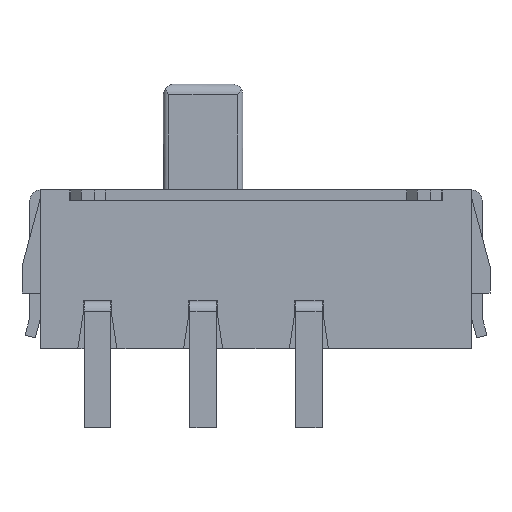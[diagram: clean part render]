
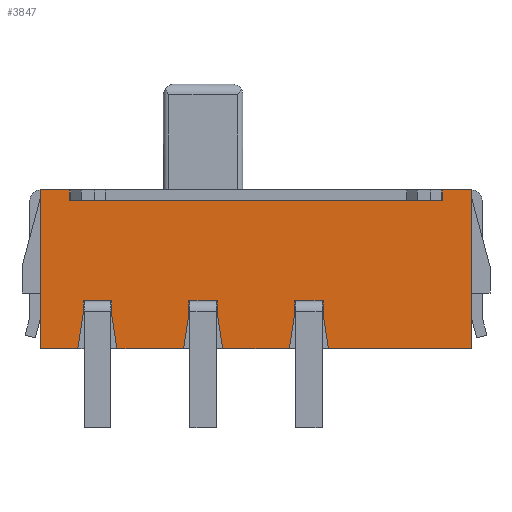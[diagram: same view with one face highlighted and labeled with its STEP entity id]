
A CAD part, front view. The second image highlights one B-rep face of the part: STEP entity #3847.
In plain terms, the highlighted planar face has unit normal (0, -1, 0).
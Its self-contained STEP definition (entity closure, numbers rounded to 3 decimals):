
#490=ORIENTED_EDGE('',*,*,#1530,.T.);
#491=ORIENTED_EDGE('',*,*,#1531,.T.);
#492=ORIENTED_EDGE('',*,*,#1532,.T.);
#493=ORIENTED_EDGE('',*,*,#1533,.T.);
#494=ORIENTED_EDGE('',*,*,#1534,.T.);
#495=ORIENTED_EDGE('',*,*,#1520,.F.);
#496=ORIENTED_EDGE('',*,*,#1535,.T.);
#497=ORIENTED_EDGE('',*,*,#1536,.T.);
#498=ORIENTED_EDGE('',*,*,#1537,.T.);
#499=ORIENTED_EDGE('',*,*,#1538,.T.);
#500=ORIENTED_EDGE('',*,*,#1539,.T.);
#501=ORIENTED_EDGE('',*,*,#1515,.F.);
#502=ORIENTED_EDGE('',*,*,#1540,.T.);
#503=ORIENTED_EDGE('',*,*,#1541,.T.);
#504=ORIENTED_EDGE('',*,*,#1542,.T.);
#505=ORIENTED_EDGE('',*,*,#1543,.T.);
#506=ORIENTED_EDGE('',*,*,#1544,.T.);
#507=ORIENTED_EDGE('',*,*,#1526,.F.);
#508=ORIENTED_EDGE('',*,*,#1408,.F.);
#509=ORIENTED_EDGE('',*,*,#1545,.F.);
#510=ORIENTED_EDGE('',*,*,#1546,.F.);
#511=ORIENTED_EDGE('',*,*,#1468,.F.);
#512=ORIENTED_EDGE('',*,*,#1547,.F.);
#513=ORIENTED_EDGE('',*,*,#1484,.F.);
#514=ORIENTED_EDGE('',*,*,#1548,.F.);
#515=ORIENTED_EDGE('',*,*,#1461,.F.);
#516=ORIENTED_EDGE('',*,*,#1549,.F.);
#517=ORIENTED_EDGE('',*,*,#1550,.F.);
#518=ORIENTED_EDGE('',*,*,#1449,.F.);
#519=ORIENTED_EDGE('',*,*,#1525,.F.);
#1408=EDGE_CURVE('',#1944,#1945,#2311,.T.);
#1449=EDGE_CURVE('',#1983,#1984,#2346,.T.);
#1461=EDGE_CURVE('',#1994,#1995,#2358,.T.);
#1468=EDGE_CURVE('',#2000,#2001,#2365,.T.);
#1484=EDGE_CURVE('',#2014,#2015,#2379,.T.);
#1515=EDGE_CURVE('',#2040,#2041,#2406,.T.);
#1520=EDGE_CURVE('',#2044,#2045,#2411,.T.);
#1525=EDGE_CURVE('',#2048,#1983,#2416,.T.);
#1526=EDGE_CURVE('',#1945,#2049,#2417,.T.);
#1530=EDGE_CURVE('',#2048,#2052,#2421,.T.);
#1531=EDGE_CURVE('',#2052,#2053,#2422,.T.);
#1532=EDGE_CURVE('',#2053,#2054,#2423,.T.);
#1533=EDGE_CURVE('',#2054,#2055,#2424,.T.);
#1534=EDGE_CURVE('',#2055,#2045,#2425,.T.);
#1535=EDGE_CURVE('',#2044,#2056,#2426,.T.);
#1536=EDGE_CURVE('',#2056,#2057,#2427,.T.);
#1537=EDGE_CURVE('',#2057,#2058,#2428,.T.);
#1538=EDGE_CURVE('',#2058,#2059,#2429,.T.);
#1539=EDGE_CURVE('',#2059,#2041,#2430,.T.);
#1540=EDGE_CURVE('',#2040,#2060,#2431,.T.);
#1541=EDGE_CURVE('',#2060,#2061,#2432,.T.);
#1542=EDGE_CURVE('',#2061,#2062,#2433,.T.);
#1543=EDGE_CURVE('',#2062,#2063,#2434,.T.);
#1544=EDGE_CURVE('',#2063,#2049,#2435,.T.);
#1545=EDGE_CURVE('',#2064,#1944,#2436,.T.);
#1546=EDGE_CURVE('',#2001,#2064,#2437,.T.);
#1547=EDGE_CURVE('',#2015,#2000,#2438,.T.);
#1548=EDGE_CURVE('',#1995,#2014,#2439,.T.);
#1549=EDGE_CURVE('',#2065,#1994,#2440,.T.);
#1550=EDGE_CURVE('',#1984,#2065,#2441,.T.);
#1944=VERTEX_POINT('',#6950);
#1945=VERTEX_POINT('',#6952);
#1983=VERTEX_POINT('',#7036);
#1984=VERTEX_POINT('',#7038);
#1994=VERTEX_POINT('',#7061);
#1995=VERTEX_POINT('',#7063);
#2000=VERTEX_POINT('',#7076);
#2001=VERTEX_POINT('',#7078);
#2014=VERTEX_POINT('',#7110);
#2015=VERTEX_POINT('',#7112);
#2040=VERTEX_POINT('',#7171);
#2041=VERTEX_POINT('',#7173);
#2044=VERTEX_POINT('',#7180);
#2045=VERTEX_POINT('',#7182);
#2048=VERTEX_POINT('',#7189);
#2049=VERTEX_POINT('',#7192);
#2052=VERTEX_POINT('',#7200);
#2053=VERTEX_POINT('',#7202);
#2054=VERTEX_POINT('',#7204);
#2055=VERTEX_POINT('',#7206);
#2056=VERTEX_POINT('',#7209);
#2057=VERTEX_POINT('',#7211);
#2058=VERTEX_POINT('',#7213);
#2059=VERTEX_POINT('',#7215);
#2060=VERTEX_POINT('',#7218);
#2061=VERTEX_POINT('',#7220);
#2062=VERTEX_POINT('',#7222);
#2063=VERTEX_POINT('',#7224);
#2064=VERTEX_POINT('',#7227);
#2065=VERTEX_POINT('',#7232);
#2311=LINE('',#6951,#2773);
#2346=LINE('',#7037,#2808);
#2358=LINE('',#7062,#2820);
#2365=LINE('',#7077,#2827);
#2379=LINE('',#7111,#2841);
#2406=LINE('',#7172,#2868);
#2411=LINE('',#7181,#2873);
#2416=LINE('',#7190,#2878);
#2417=LINE('',#7191,#2879);
#2421=LINE('',#7199,#2883);
#2422=LINE('',#7201,#2884);
#2423=LINE('',#7203,#2885);
#2424=LINE('',#7205,#2886);
#2425=LINE('',#7207,#2887);
#2426=LINE('',#7208,#2888);
#2427=LINE('',#7210,#2889);
#2428=LINE('',#7212,#2890);
#2429=LINE('',#7214,#2891);
#2430=LINE('',#7216,#2892);
#2431=LINE('',#7217,#2893);
#2432=LINE('',#7219,#2894);
#2433=LINE('',#7221,#2895);
#2434=LINE('',#7223,#2896);
#2435=LINE('',#7225,#2897);
#2436=LINE('',#7226,#2898);
#2437=LINE('',#7228,#2899);
#2438=LINE('',#7229,#2900);
#2439=LINE('',#7230,#2901);
#2440=LINE('',#7231,#2902);
#2441=LINE('',#7233,#2903);
#2773=VECTOR('',#5826,1000.);
#2808=VECTOR('',#5885,1000.);
#2820=VECTOR('',#5901,1000.);
#2827=VECTOR('',#5912,1000.);
#2841=VECTOR('',#5938,1000.);
#2868=VECTOR('',#5981,1000.);
#2873=VECTOR('',#5986,1000.);
#2878=VECTOR('',#5991,1000.);
#2879=VECTOR('',#5992,1000.);
#2883=VECTOR('',#5998,1000.);
#2884=VECTOR('',#5999,1000.);
#2885=VECTOR('',#6000,1000.);
#2886=VECTOR('',#6001,1000.);
#2887=VECTOR('',#6002,1000.);
#2888=VECTOR('',#6003,1000.);
#2889=VECTOR('',#6004,1000.);
#2890=VECTOR('',#6005,1000.);
#2891=VECTOR('',#6006,1000.);
#2892=VECTOR('',#6007,1000.);
#2893=VECTOR('',#6008,1000.);
#2894=VECTOR('',#6009,1000.);
#2895=VECTOR('',#6010,1000.);
#2896=VECTOR('',#6011,1000.);
#2897=VECTOR('',#6012,1000.);
#2898=VECTOR('',#6013,1000.);
#2899=VECTOR('',#6014,1000.);
#2900=VECTOR('',#6015,1000.);
#2901=VECTOR('',#6016,1000.);
#2902=VECTOR('',#6017,1000.);
#2903=VECTOR('',#6018,1000.);
#3218=EDGE_LOOP('',(#490,#491,#492,#493,#494,#495,#496,#497,#498,#499,#500,
#501,#502,#503,#504,#505,#506,#507,#508,#509,#510,#511,#512,#513,#514,#515,
#516,#517,#518,#519));
#3458=FACE_BOUND('',#3218,.T.);
#3681=PLANE('',#5427);
#3847=ADVANCED_FACE('',(#3458),#3681,.F.);
#5427=AXIS2_PLACEMENT_3D('',#7198,#5996,#5997);
#5826=DIRECTION('',(0.,0.,-1.));
#5885=DIRECTION('',(0.,0.,1.));
#5901=DIRECTION('',(1.,0.,0.));
#5912=DIRECTION('',(1.,0.,0.));
#5938=DIRECTION('',(1.,0.,0.));
#5981=DIRECTION('',(-1.,0.,0.));
#5986=DIRECTION('',(-1.,0.,0.));
#5991=DIRECTION('',(-1.,0.,0.));
#5992=DIRECTION('',(-1.,0.,0.));
#5996=DIRECTION('',(0.,1.,0.));
#5997=DIRECTION('',(0.,0.,1.));
#5998=DIRECTION('',(0.152,0.,0.988));
#5999=DIRECTION('',(0.,0.,1.));
#6000=DIRECTION('',(1.,0.,0.));
#6001=DIRECTION('',(0.,0.,-1.));
#6002=DIRECTION('',(0.152,0.,-0.988));
#6003=DIRECTION('',(0.152,0.,0.988));
#6004=DIRECTION('',(0.,0.,1.));
#6005=DIRECTION('',(1.,0.,0.));
#6006=DIRECTION('',(0.,0.,-1.));
#6007=DIRECTION('',(0.152,0.,-0.988));
#6008=DIRECTION('',(0.152,0.,0.988));
#6009=DIRECTION('',(0.,0.,1.));
#6010=DIRECTION('',(1.,0.,0.));
#6011=DIRECTION('',(0.,0.,-1.));
#6012=DIRECTION('',(0.152,0.,-0.988));
#6013=DIRECTION('',(1.,0.,0.));
#6014=DIRECTION('',(0.,0.,1.));
#6015=DIRECTION('',(1.,0.,0.));
#6016=DIRECTION('',(1.,0.,0.));
#6017=DIRECTION('',(0.,0.,-1.));
#6018=DIRECTION('',(1.,0.,0.));
#6950=CARTESIAN_POINT('',(4.075,-1.,0.));
#6951=CARTESIAN_POINT('',(4.075,-1.,0.));
#6952=CARTESIAN_POINT('',(4.075,-1.,-3.));
#7036=CARTESIAN_POINT('',(-4.075,-1.,-3.));
#7037=CARTESIAN_POINT('',(-4.075,-1.,-3.));
#7038=CARTESIAN_POINT('',(-4.075,-1.,0.));
#7061=CARTESIAN_POINT('',(-3.525,-1.,-0.2));
#7062=CARTESIAN_POINT('',(-3.525,-1.,-0.2));
#7063=CARTESIAN_POINT('',(-3.5,-1.,-0.2));
#7076=CARTESIAN_POINT('',(3.5,-1.,-0.2));
#7077=CARTESIAN_POINT('',(-3.525,-1.,-0.2));
#7078=CARTESIAN_POINT('',(3.525,-1.,-0.2));
#7110=CARTESIAN_POINT('',(-2.85,-1.,-0.2));
#7111=CARTESIAN_POINT('',(-3.525,-1.,-0.2));
#7112=CARTESIAN_POINT('',(2.85,-1.,-0.2));
#7171=CARTESIAN_POINT('',(0.63,-1.,-3.));
#7172=CARTESIAN_POINT('',(4.075,-1.,-3.));
#7173=CARTESIAN_POINT('',(-0.63,-1.,-3.));
#7180=CARTESIAN_POINT('',(-1.37,-1.,-3.));
#7181=CARTESIAN_POINT('',(4.075,-1.,-3.));
#7182=CARTESIAN_POINT('',(-2.63,-1.,-3.));
#7189=CARTESIAN_POINT('',(-3.37,-1.,-3.));
#7190=CARTESIAN_POINT('',(4.075,-1.,-3.));
#7191=CARTESIAN_POINT('',(4.075,-1.,-3.));
#7192=CARTESIAN_POINT('',(1.37,-1.,-3.));
#7198=CARTESIAN_POINT('',(0.,-1.,0.));
#7199=CARTESIAN_POINT('',(-3.37,-1.,-3.));
#7200=CARTESIAN_POINT('',(-3.27,-1.,-2.351));
#7201=CARTESIAN_POINT('',(-3.27,-1.,-2.351));
#7202=CARTESIAN_POINT('',(-3.27,-1.,-2.1));
#7203=CARTESIAN_POINT('',(-3.27,-1.,-2.1));
#7204=CARTESIAN_POINT('',(-2.73,-1.,-2.1));
#7205=CARTESIAN_POINT('',(-2.73,-1.,-2.1));
#7206=CARTESIAN_POINT('',(-2.73,-1.,-2.351));
#7207=CARTESIAN_POINT('',(-2.73,-1.,-2.351));
#7208=CARTESIAN_POINT('',(-1.37,-1.,-3.));
#7209=CARTESIAN_POINT('',(-1.27,-1.,-2.351));
#7210=CARTESIAN_POINT('',(-1.27,-1.,-2.351));
#7211=CARTESIAN_POINT('',(-1.27,-1.,-2.1));
#7212=CARTESIAN_POINT('',(-1.27,-1.,-2.1));
#7213=CARTESIAN_POINT('',(-0.73,-1.,-2.1));
#7214=CARTESIAN_POINT('',(-0.73,-1.,-2.1));
#7215=CARTESIAN_POINT('',(-0.73,-1.,-2.351));
#7216=CARTESIAN_POINT('',(-0.73,-1.,-2.351));
#7217=CARTESIAN_POINT('',(0.63,-1.,-3.));
#7218=CARTESIAN_POINT('',(0.73,-1.,-2.351));
#7219=CARTESIAN_POINT('',(0.73,-1.,-2.351));
#7220=CARTESIAN_POINT('',(0.73,-1.,-2.1));
#7221=CARTESIAN_POINT('',(0.73,-1.,-2.1));
#7222=CARTESIAN_POINT('',(1.27,-1.,-2.1));
#7223=CARTESIAN_POINT('',(1.27,-1.,-2.1));
#7224=CARTESIAN_POINT('',(1.27,-1.,-2.351));
#7225=CARTESIAN_POINT('',(1.27,-1.,-2.351));
#7226=CARTESIAN_POINT('',(3.525,-1.,0.));
#7227=CARTESIAN_POINT('',(3.525,-1.,0.));
#7228=CARTESIAN_POINT('',(3.525,-1.,-0.2));
#7229=CARTESIAN_POINT('',(0.,-1.,-0.2));
#7230=CARTESIAN_POINT('',(0.,-1.,-0.2));
#7231=CARTESIAN_POINT('',(-3.525,-1.,0.));
#7232=CARTESIAN_POINT('',(-3.525,-1.,0.));
#7233=CARTESIAN_POINT('',(-4.075,-1.,0.));
